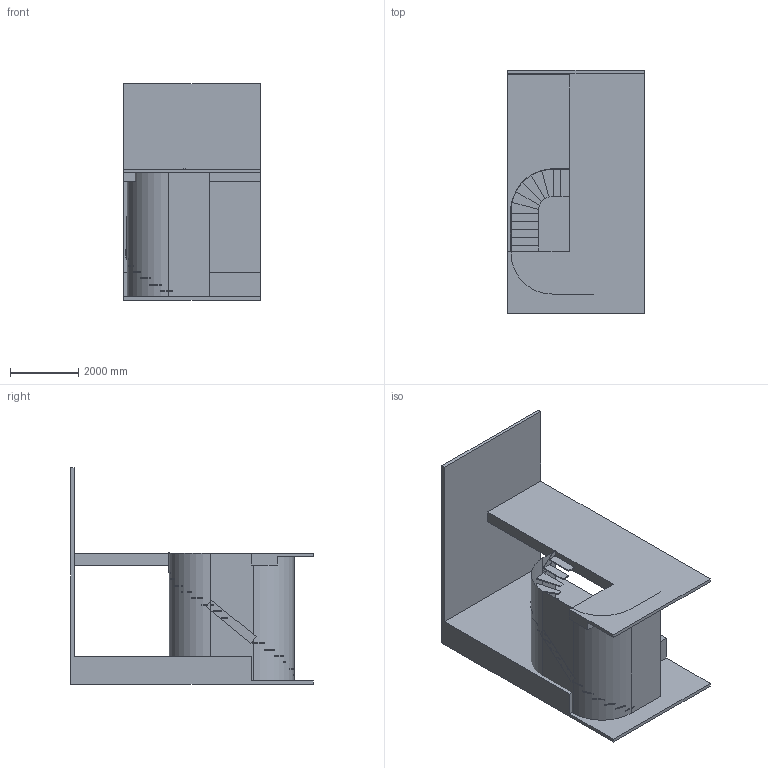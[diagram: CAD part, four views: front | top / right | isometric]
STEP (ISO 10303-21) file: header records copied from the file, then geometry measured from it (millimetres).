
FILE_DESCRIPTION (( 'STEP AP214' ), '1' );
FILE_NAME ('trémie 2.STEP', '2014-07-24T11:49:30', ( 'CSDL' ), ( 'Hewlett-Packard Company' ), 'SwSTEP 2.0', 'SolidWorks 2012', '' );
FILE_SCHEMA (( 'AUTOMOTIVE_DESIGN' ));
Length unit declared in the file: millimetre
Products named in the file (6): Pi鋃e1^tr幦ie c; Pi鋃e3^tr幦ie c; Pièce2^trémie c_D‚faut<Brut d''usinage>; Marche; Volume Trémie 2; trémie 2
Assembly tree (4 placements, depth 2):
  Pièce2^trémie c_D‚faut<Brut d''usinage>
  trémie 2
    Volume Trémie 2
    Marche
    Pi鋃e3^tr幦ie c
    Pi鋃e1^tr幦ie c
Bounding box: 4000 x 7100 x 6340 mm (x, y, z)
Volume: 23062880588.9 mm3; surface area: 196270578.2 mm2
Topology: 22 solids, 23 shells, 153 faces, 328 edges, 220 vertices
Faces by surface type: plane 151, cylinder 2
Entity records: 4421 total; most frequent: CARTESIAN_POINT 709, DIRECTION 654, ORIENTED_EDGE 644, EDGE_CURVE 328, VECTOR 324, LINE 324, VERTEX_POINT 220, AXIS2_PLACEMENT_3D 165
